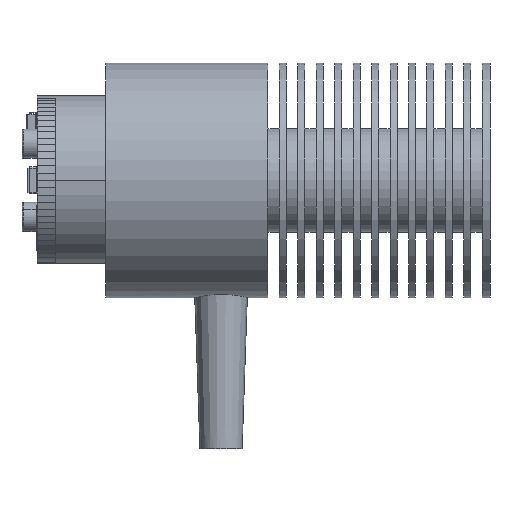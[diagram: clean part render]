
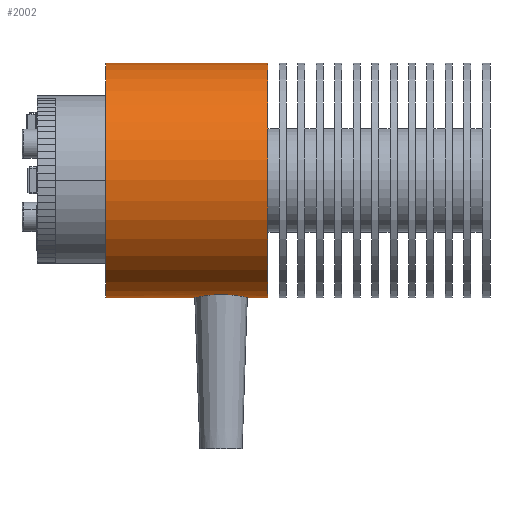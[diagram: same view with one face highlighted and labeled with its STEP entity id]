
A CAD part, front view. The second image highlights one B-rep face of the part: STEP entity #2002.
In plain terms, the highlighted cylindrical face has radius 15.25 mm (diameter 30.5 mm), a partial arc.
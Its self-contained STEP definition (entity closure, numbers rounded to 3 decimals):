
#202 = CARTESIAN_POINT ( 'NONE',  ( -35.91, -3.387, -14.869 ) ) ;
#284 = CARTESIAN_POINT ( 'NONE',  ( -38.477, -0.461, -15.245 ) ) ;
#609 = EDGE_CURVE ( 'NONE', #14508, #8046, #9838, .T. ) ;
#1084 = EDGE_CURVE ( 'NONE', #21264, #12473, #3868, .T. ) ;
#1112 = CYLINDRICAL_SURFACE ( 'NONE', #10740, 15.25 ) ;
#1403 = DIRECTION ( 'NONE',  ( 0., 0., 1. ) ) ;
#2002 = ADVANCED_FACE ( 'NONE', ( #8139 ), #1112, .T. ) ;
#2104 = CARTESIAN_POINT ( 'NONE',  ( -34.09, -3.387, -14.869 ) ) ;
#2173 = CARTESIAN_POINT ( 'NONE',  ( -60.506, 0., 0. ) ) ;
#2182 = CARTESIAN_POINT ( 'NONE',  ( -38.5, -0.229, -15.25 ) ) ;
#2246 = DIRECTION ( 'NONE',  ( 0., 0., 1. ) ) ;
#2252 = CARTESIAN_POINT ( 'NONE',  ( -36.129, -3.321, -14.884 ) ) ;
#3231 = CARTESIAN_POINT ( 'NONE',  ( -28.9, 0., 0. ) ) ;
#3868 = LINE ( 'NONE', #18360, #5610 ) ;
#3976 = CARTESIAN_POINT ( 'NONE',  ( -31.523, -0.46, -15.245 ) ) ;
#4098 = EDGE_CURVE ( 'NONE', #8046, #10980, #15045, .T. ) ;
#4132 = CARTESIAN_POINT ( 'NONE',  ( -37.313, -2.637, -15.021 ) ) ;
#4211 = CARTESIAN_POINT ( 'NONE',  ( -38.387, -0.912, -15.224 ) ) ;
#5195 = EDGE_CURVE ( 'NONE', #10980, #12473, #15851, .T. ) ;
#5610 = VECTOR ( 'NONE', #10820, 1000. ) ;
#5611 = VERTEX_POINT ( 'NONE', #11124 ) ;
#5757 = CARTESIAN_POINT ( 'NONE',  ( -31.68, -1.131, -15.209 ) ) ;
#5772 = CARTESIAN_POINT ( 'NONE',  ( -31.5, 0., -15.25 ) ) ;
#5921 = CARTESIAN_POINT ( 'NONE',  ( -32.862, -2.781, -14.995 ) ) ;
#6074 = CARTESIAN_POINT ( 'NONE',  ( -35.228, -3.5, -14.843 ) ) ;
#6085 = DIRECTION ( 'NONE',  ( 0., 0., 1. ) ) ;
#6233 = DIRECTION ( 'NONE',  ( -1., 0., 0. ) ) ;
#6258 = CARTESIAN_POINT ( 'NONE',  ( -50., 0., 0. ) ) ;
#7313 = DIRECTION ( 'NONE',  ( -1., 0., 0. ) ) ;
#7604 = EDGE_CURVE ( 'NONE', #5611, #21264, #12386, .T. ) ;
#7649 = CARTESIAN_POINT ( 'NONE',  ( -38.5, 0., -15.25 ) ) ;
#7744 = CARTESIAN_POINT ( 'NONE',  ( -32.365, -2.315, -15.074 ) ) ;
#7899 = CARTESIAN_POINT ( 'NONE',  ( -36.553, -3.145, -14.922 ) ) ;
#7988 = DIRECTION ( 'NONE',  ( -1., 0., 0. ) ) ;
#8046 = VERTEX_POINT ( 'NONE', #7649 ) ;
#8139 = FACE_OUTER_BOUND ( 'NONE', #21798, .T. ) ;
#9087 = ORIENTED_EDGE ( 'NONE', *, *, #7604, .T. ) ;
#9657 = CARTESIAN_POINT ( 'NONE',  ( -37.638, -2.312, -15.075 ) ) ;
#9817 = DIRECTION ( 'NONE',  ( -1., 0., 0. ) ) ;
#9838 = B_SPLINE_CURVE_WITH_KNOTS ( 'NONE', 3,
 ( #18729, #13515, #3976, #9903, #5757, #21009, #20944, #15328, #7744, #22650, #5921, #22723, #13443, #11455, #2104, #20850, #13358, #6074, #17067, #202, #2252, #7899, #15410, #19222, #4132, #9657, #15252, #17152, #11627, #18901, #4211, #284, #2182, #15498 ),
 .UNSPECIFIED., .F., .F.,
 ( 4, 2, 2, 2, 2, 2, 2, 2, 2, 2, 2, 2, 2, 2, 2, 2, 4 ),
 ( 0., 0.001, 0.001, 0.002, 0.003, 0.003, 0.004, 0.005, 0.005, 0.006, 0.007, 0.008, 0.008, 0.009, 0.01, 0.01, 0.011 ),
 .UNSPECIFIED. ) ;
#9903 = CARTESIAN_POINT ( 'NONE',  ( -31.612, -0.909, -15.225 ) ) ;
#10740 = AXIS2_PLACEMENT_3D ( 'NONE', #2173, #9817, #2246 ) ;
#10820 = DIRECTION ( 'NONE',  ( -1., 0., 0. ) ) ;
#10905 = CARTESIAN_POINT ( 'NONE',  ( -50., 0., 15.25 ) ) ;
#10940 = ORIENTED_EDGE ( 'NONE', *, *, #5195, .F. ) ;
#10980 = VERTEX_POINT ( 'NONE', #13424 ) ;
#11124 = CARTESIAN_POINT ( 'NONE',  ( -28.9, 0., -15.25 ) ) ;
#11455 = CARTESIAN_POINT ( 'NONE',  ( -33.868, -3.32, -14.885 ) ) ;
#11627 = CARTESIAN_POINT ( 'NONE',  ( -38.145, -1.553, -15.172 ) ) ;
#11806 = AXIS2_PLACEMENT_3D ( 'NONE', #6258, #7988, #6085 ) ;
#12001 = CARTESIAN_POINT ( 'NONE',  ( -60.506, 0., -15.25 ) ) ;
#12386 = CIRCLE ( 'NONE', #17710, 15.25 ) ;
#12473 = VERTEX_POINT ( 'NONE', #10905 ) ;
#13358 = CARTESIAN_POINT ( 'NONE',  ( -34.769, -3.5, -14.843 ) ) ;
#13424 = CARTESIAN_POINT ( 'NONE',  ( -50., 0., -15.25 ) ) ;
#13443 = CARTESIAN_POINT ( 'NONE',  ( -33.447, -3.145, -14.922 ) ) ;
#13515 = CARTESIAN_POINT ( 'NONE',  ( -31.5, -0.232, -15.25 ) ) ;
#14508 = VERTEX_POINT ( 'NONE', #5772 ) ;
#14679 = CARTESIAN_POINT ( 'NONE',  ( -60.506, 0., -15.25 ) ) ;
#15045 = LINE ( 'NONE', #14679, #16793 ) ;
#15252 = CARTESIAN_POINT ( 'NONE',  ( -37.782, -2.136, -15.101 ) ) ;
#15328 = CARTESIAN_POINT ( 'NONE',  ( -32.218, -2.136, -15.101 ) ) ;
#15410 = CARTESIAN_POINT ( 'NONE',  ( -36.757, -3.036, -14.945 ) ) ;
#15498 = CARTESIAN_POINT ( 'NONE',  ( -38.5, 0., -15.25 ) ) ;
#15699 = CARTESIAN_POINT ( 'NONE',  ( -28.9, 0., 15.25 ) ) ;
#15851 = CIRCLE ( 'NONE', #11806, 15.25 ) ;
#15941 = ORIENTED_EDGE ( 'NONE', *, *, #4098, .F. ) ;
#15947 = ORIENTED_EDGE ( 'NONE', *, *, #22675, .F. ) ;
#16793 = VECTOR ( 'NONE', #7313, 1000. ) ;
#17067 = CARTESIAN_POINT ( 'NONE',  ( -35.461, -3.477, -14.848 ) ) ;
#17106 = ORIENTED_EDGE ( 'NONE', *, *, #1084, .T. ) ;
#17152 = CARTESIAN_POINT ( 'NONE',  ( -38.035, -1.758, -15.15 ) ) ;
#17710 = AXIS2_PLACEMENT_3D ( 'NONE', #3231, #18236, #1403 ) ;
#18236 = DIRECTION ( 'NONE',  ( -1., 0., 0. ) ) ;
#18360 = CARTESIAN_POINT ( 'NONE',  ( -60.506, 0., 15.25 ) ) ;
#18729 = CARTESIAN_POINT ( 'NONE',  ( -31.5, 0., -15.25 ) ) ;
#18901 = CARTESIAN_POINT ( 'NONE',  ( -38.321, -1.13, -15.21 ) ) ;
#19222 = CARTESIAN_POINT ( 'NONE',  ( -37.135, -2.783, -14.995 ) ) ;
#19327 = VECTOR ( 'NONE', #6233, 1000. ) ;
#20850 = CARTESIAN_POINT ( 'NONE',  ( -34.542, -3.478, -14.848 ) ) ;
#20944 = CARTESIAN_POINT ( 'NONE',  ( -31.964, -1.756, -15.15 ) ) ;
#21009 = CARTESIAN_POINT ( 'NONE',  ( -31.856, -1.555, -15.172 ) ) ;
#21084 = LINE ( 'NONE', #12001, #19327 ) ;
#21264 = VERTEX_POINT ( 'NONE', #15699 ) ;
#21798 = EDGE_LOOP ( 'NONE', ( #15947, #9087, #17106, #10940, #15941, #23441 ) ) ;
#22650 = CARTESIAN_POINT ( 'NONE',  ( -32.687, -2.636, -15.021 ) ) ;
#22675 = EDGE_CURVE ( 'NONE', #5611, #14508, #21084, .T. ) ;
#22723 = CARTESIAN_POINT ( 'NONE',  ( -33.245, -3.037, -14.945 ) ) ;
#23441 = ORIENTED_EDGE ( 'NONE', *, *, #609, .F. ) ;
